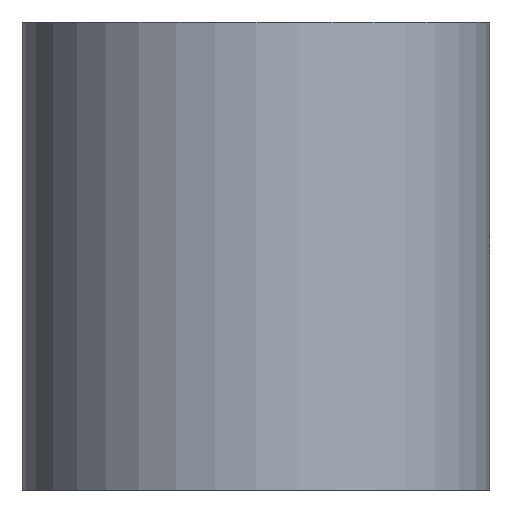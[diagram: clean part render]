
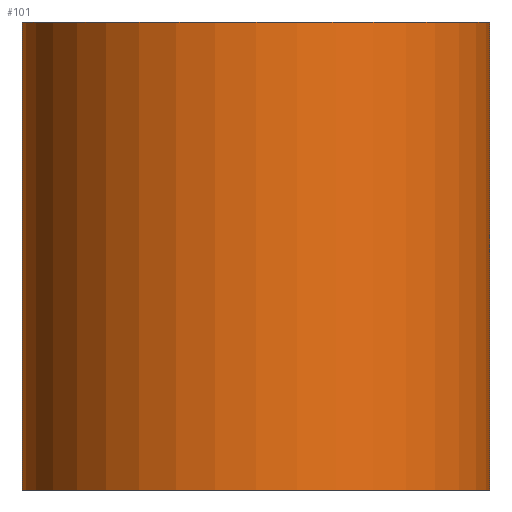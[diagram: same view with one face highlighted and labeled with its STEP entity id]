
A CAD part, front view. The second image highlights one B-rep face of the part: STEP entity #101.
In plain terms, the highlighted cylindrical face has radius 7.5 mm (diameter 15 mm), a partial arc.
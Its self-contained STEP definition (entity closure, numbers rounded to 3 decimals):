
#3 = EDGE_LOOP ( 'NONE', ( #21, #275, #286, #97 ) ) ;
#6 = DIRECTION ( 'NONE',  ( 0., 0., 1. ) ) ;
#21 = ORIENTED_EDGE ( 'NONE', *, *, #276, .T. ) ;
#22 = EDGE_CURVE ( 'NONE', #165, #316, #96, .T. ) ;
#29 = FACE_OUTER_BOUND ( 'NONE', #3, .T. ) ;
#31 = VERTEX_POINT ( 'NONE', #288 ) ;
#54 = AXIS2_PLACEMENT_3D ( 'NONE', #351, #356, #410 ) ;
#69 = DIRECTION ( 'NONE',  ( 0., 0., -1. ) ) ;
#96 = LINE ( 'NONE', #382, #183 ) ;
#97 = ORIENTED_EDGE ( 'NONE', *, *, #191, .T. ) ;
#101 = ADVANCED_FACE ( 'NONE', ( #29 ), #278, .T. ) ;
#106 = DIRECTION ( 'NONE',  ( 0., 0., 1. ) ) ;
#136 = AXIS2_PLACEMENT_3D ( 'NONE', #320, #6, #391 ) ;
#143 = EDGE_CURVE ( 'NONE', #31, #165, #157, .T. ) ;
#149 = LINE ( 'NONE', #270, #306 ) ;
#157 = CIRCLE ( 'NONE', #333, 7.5 ) ;
#165 = VERTEX_POINT ( 'NONE', #211 ) ;
#183 = VECTOR ( 'NONE', #69, 1000. ) ;
#191 = EDGE_CURVE ( 'NONE', #31, #231, #149, .T. ) ;
#211 = CARTESIAN_POINT ( 'NONE',  ( -20., 134.754, 7.5 ) ) ;
#231 = VERTEX_POINT ( 'NONE', #310 ) ;
#240 = DIRECTION ( 'NONE',  ( 1., 0., 0. ) ) ;
#262 = CARTESIAN_POINT ( 'NONE',  ( -20., 134.754, -7.5 ) ) ;
#270 = CARTESIAN_POINT ( 'NONE',  ( -35., 134.754, 7.5 ) ) ;
#271 = DIRECTION ( 'NONE',  ( 0., 0., -1. ) ) ;
#275 = ORIENTED_EDGE ( 'NONE', *, *, #22, .F. ) ;
#276 = EDGE_CURVE ( 'NONE', #231, #316, #318, .T. ) ;
#278 = CYLINDRICAL_SURFACE ( 'NONE', #54, 7.5 ) ;
#286 = ORIENTED_EDGE ( 'NONE', *, *, #143, .F. ) ;
#288 = CARTESIAN_POINT ( 'NONE',  ( -35., 134.754, 7.5 ) ) ;
#306 = VECTOR ( 'NONE', #271, 1000. ) ;
#310 = CARTESIAN_POINT ( 'NONE',  ( -35., 134.754, -7.5 ) ) ;
#316 = VERTEX_POINT ( 'NONE', #262 ) ;
#318 = CIRCLE ( 'NONE', #136, 7.5 ) ;
#320 = CARTESIAN_POINT ( 'NONE',  ( -27.5, 134.754, -7.5 ) ) ;
#328 = CARTESIAN_POINT ( 'NONE',  ( -27.5, 134.754, 7.5 ) ) ;
#333 = AXIS2_PLACEMENT_3D ( 'NONE', #328, #106, #240 ) ;
#351 = CARTESIAN_POINT ( 'NONE',  ( -27.5, 134.754, 7.5 ) ) ;
#356 = DIRECTION ( 'NONE',  ( 0., 0., -1. ) ) ;
#382 = CARTESIAN_POINT ( 'NONE',  ( -20., 134.754, 7.5 ) ) ;
#391 = DIRECTION ( 'NONE',  ( 1., 0., 0. ) ) ;
#410 = DIRECTION ( 'NONE',  ( -1., 0., 0. ) ) ;
